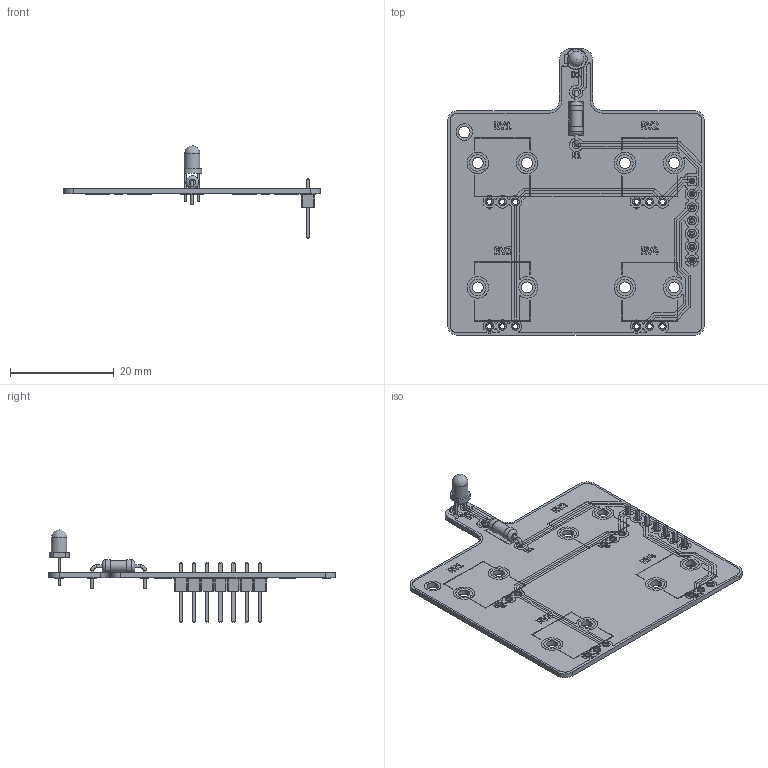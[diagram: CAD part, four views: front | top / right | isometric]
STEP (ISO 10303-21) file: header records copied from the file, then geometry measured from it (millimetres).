
FILE_DESCRIPTION(('FreeCAD Model'),'2;1');
FILE_NAME('Open CASCADE Shape Model','2023-07-06T12:22:14',(''),(''), 'Open CASCADE STEP processor 7.6','FreeCAD','Unknown');
FILE_SCHEMA(('AUTOMOTIVE_DESIGN { 1 0 10303 214 1 1 1 1 }'));
Length unit declared in the file: millimetre
Products named in the file (18): IO Board; Local_CS_fb41; Board_Geoms_fb41; Pcb_fb41; topPads_fb41_cut; topTracks_fb41; topZones_fb41; botPads_fb41; botTracks_fb41; botZones_fb41; botSilks_3a28; topSilks_37fc; Step_Models_fb41; Top_fb41; D1_LED_D3.0mm_c305c4298a0c; R1_R_Axial_DIN0207_L63mm_D25mm_P1016mm_Horizontal_841e208048d8; Bot_fb41; J1_PinHeader_1x07_P254mm_Vertical_b801a1b10a3b
Assembly tree (17 placements, depth 4):
  IO Board
    Local_CS_fb41
    Board_Geoms_fb41
      Pcb_fb41
      topPads_fb41_cut
      topTracks_fb41
      topZones_fb41
      botPads_fb41
      botTracks_fb41
      botZones_fb41
      botSilks_3a28
      topSilks_37fc
    Step_Models_fb41
      Top_fb41
        D1_LED_D3.0mm_c305c4298a0c
        R1_R_Axial_DIN0207_L63mm_D25mm_P1016mm_Horizontal_841e208048d8
      Bot_fb41
        J1_PinHeader_1x07_P254mm_Vertical_b801a1b10a3b
Bounding box: 49.52 x 55.31 x 17.83 mm (x, y, z)
Volume: 2356.6 mm3; surface area: 8910.5 mm2
Topology: 4 solids, 123 shells, 374 faces, 8879 edges, 8651 vertices
Faces by surface type: plane 320, cylinder 49, torus 4, sphere 1
Full cylindrical faces by diameter (mm): 0.6 x4, 0.8 x2, 0.9 x2, 1 x19, 2.11 x8, 2.2 x1, 2.25 x1, 2.5 x2, 3 x1
Entity records: 78073 total; most frequent: CARTESIAN_POINT 17924, DIRECTION 10026, ORIENTED_EDGE 9501, EDGE_CURVE 8880, VERTEX_POINT 8652, LINE 8518, VECTOR 8518, AXIS2_PLACEMENT_3D 754
